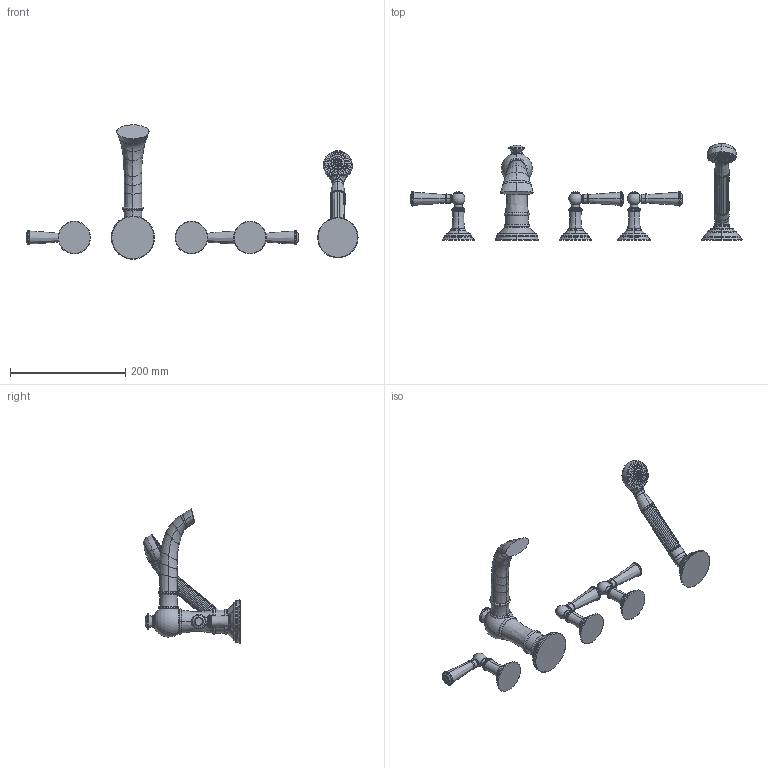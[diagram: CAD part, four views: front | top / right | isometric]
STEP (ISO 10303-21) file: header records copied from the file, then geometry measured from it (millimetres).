
FILE_DESCRIPTION((''),'2;1');
FILE_NAME('3-2417','2021-03-18T13:33:12',('jinson.thomas'),(''),'CREO PARAMETRIC BY PTC INC, 2018400','CREO PARAMETRIC BY PTC INC, 2018400','');
FILE_SCHEMA(('CONFIG_CONTROL_DESIGN'));
Length unit declared in the file: inch
Products named in the file (1): 3-2417
Bounding box: 575.96 x 167.25 x 233.35 mm (x, y, z)
Volume: 747870.6 mm3; surface area: 122121.2 mm2
Topology: 5 solids, 5 shells, 746 faces, 1587 edges, 923 vertices
Faces by surface type: torus 220, bspline 175, cylinder 170, plane 87, cone 72, sphere 18, revolution 4
Entity records: 30808 total; most frequent: CARTESIAN_POINT 16002, ORIENTED_EDGE 3154, DIRECTION 2840, EDGE_CURVE 1577, AXIS2_PLACEMENT_3D 1287, VERTEX_POINT 923, EDGE_LOOP 828, FACE_OUTER_BOUND 746
